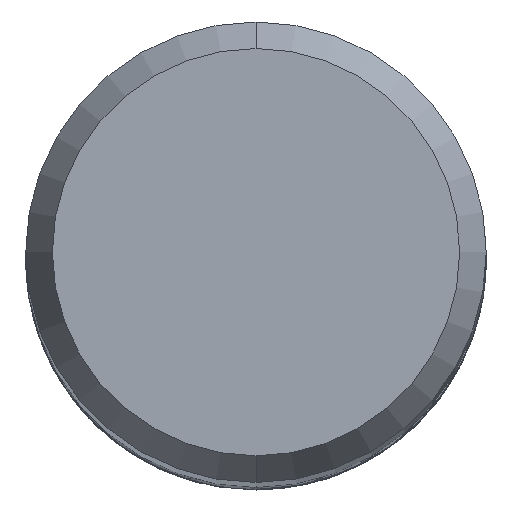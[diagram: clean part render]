
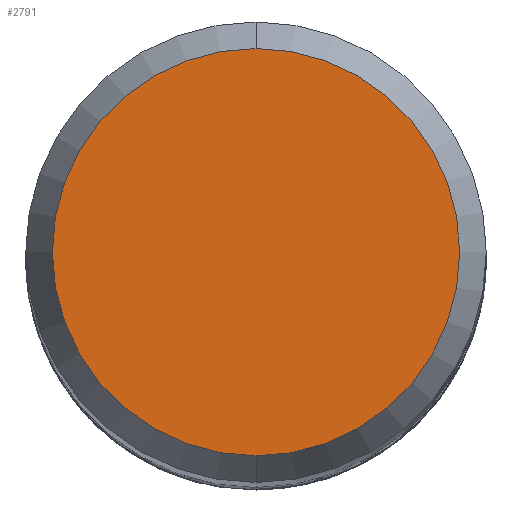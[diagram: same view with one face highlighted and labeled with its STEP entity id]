
A CAD part, top view. The second image highlights one B-rep face of the part: STEP entity #2791.
In plain terms, the highlighted planar face has unit normal (0, 0, 1).
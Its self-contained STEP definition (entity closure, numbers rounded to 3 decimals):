
#1649=EDGE_CURVE('',#3139,#3121,#4353,.T.);
#1693=EDGE_CURVE('',#3121,#3139,#4401,.T.);
#2791=ADVANCED_FACE('',(#5600),#5601,.T.);
#3121=VERTEX_POINT('',#5957);
#3139=VERTEX_POINT('',#5976);
#4353=CIRCLE('',#7648,4.423);
#4401=CIRCLE('',#7791,4.423);
#5600=FACE_OUTER_BOUND('',#10844,.T.);
#5601=PLANE('',#10845);
#5957=CARTESIAN_POINT('',(0.,-4.423,0.0));
#5976=CARTESIAN_POINT('',(0.0,4.423,0.0));
#7648=AXIS2_PLACEMENT_3D('',#15631,#15632,#15633);
#7791=AXIS2_PLACEMENT_3D('',#15679,#15680,#15681);
#10844=EDGE_LOOP('',(#17000,#17001));
#10845=AXIS2_PLACEMENT_3D('',#17002,#17003,#17004);
#15631=CARTESIAN_POINT('',(0.0,0.0,0.0));
#15632=DIRECTION('',(0.0,0.0,-1.0));
#15633=DIRECTION('',(0.0,1.0,0.0));
#15679=CARTESIAN_POINT('',(0.0,0.0,0.0));
#15680=DIRECTION('',(0.0,0.0,-1.0));
#15681=DIRECTION('',(0.0,1.0,0.0));
#17000=ORIENTED_EDGE('',*,*,#1649,.F.);
#17001=ORIENTED_EDGE('',*,*,#1693,.F.);
#17002=CARTESIAN_POINT('',(0.0,2.211,0.0));
#17003=DIRECTION('',(-0.0,0.0,1.0));
#17004=DIRECTION('',(0.0,-1.0,0.0));
